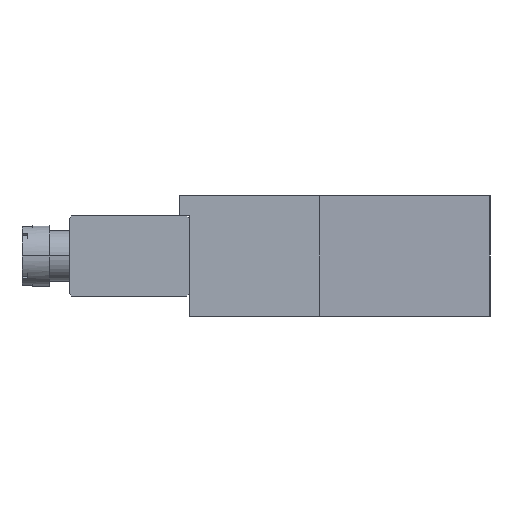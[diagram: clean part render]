
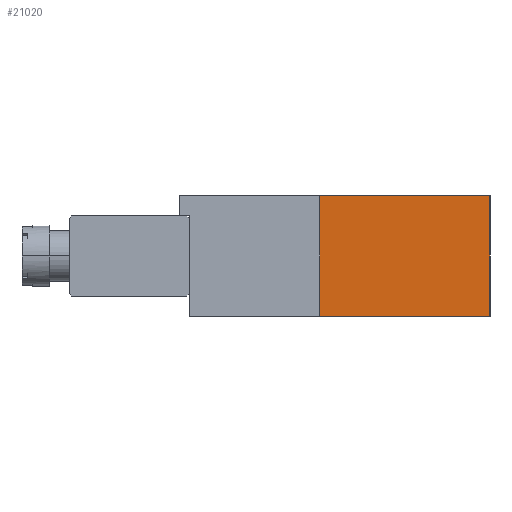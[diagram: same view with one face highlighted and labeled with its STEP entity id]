
A CAD part, left-side view. The second image highlights one B-rep face of the part: STEP entity #21020.
In plain terms, the highlighted planar face has unit normal (-0.62, -0.784, 0).
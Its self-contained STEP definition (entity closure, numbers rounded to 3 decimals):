
#164 = EDGE_CURVE ( 'NONE', #2784, #13784, #11981, .T. ) ;
#557 = VECTOR ( 'NONE', #27819, 1000. ) ;
#601 = ORIENTED_EDGE ( 'NONE', *, *, #164, .T. ) ;
#1629 = CARTESIAN_POINT ( 'NONE',  ( -21.5, -30., -12. ) ) ;
#1796 = EDGE_CURVE ( 'NONE', #28929, #7071, #5043, .T. ) ;
#2784 = VERTEX_POINT ( 'NONE', #19520 ) ;
#4134 = DIRECTION ( 'NONE',  ( 0.784, -0.62, 0. ) ) ;
#5043 = LINE ( 'NONE', #6015, #18448 ) ;
#6015 = CARTESIAN_POINT ( 'NONE',  ( -21.5, -30., 0. ) ) ;
#7071 = VERTEX_POINT ( 'NONE', #28852 ) ;
#8941 = PLANE ( 'NONE',  #17565 ) ;
#9269 = CARTESIAN_POINT ( 'NONE',  ( -21.5, -30., -12. ) ) ;
#10925 = LINE ( 'NONE', #19125, #17764 ) ;
#11981 = LINE ( 'NONE', #9269, #31411 ) ;
#12174 = EDGE_LOOP ( 'NONE', ( #25779, #19808, #601, #21403 ) ) ;
#13784 = VERTEX_POINT ( 'NONE', #31841 ) ;
#16603 = FACE_OUTER_BOUND ( 'NONE', #12174, .T. ) ;
#16876 = EDGE_CURVE ( 'NONE', #13784, #7071, #10925, .T. ) ;
#17565 = AXIS2_PLACEMENT_3D ( 'NONE', #1629, #19195, #4134 ) ;
#17764 = VECTOR ( 'NONE', #21577, 1000. ) ;
#18448 = VECTOR ( 'NONE', #26274, 1000. ) ;
#19125 = CARTESIAN_POINT ( 'NONE',  ( -21.5, -30., -12. ) ) ;
#19195 = DIRECTION ( 'NONE',  ( -0.62, -0.784, 0. ) ) ;
#19520 = CARTESIAN_POINT ( 'NONE',  ( -43., -13., -12. ) ) ;
#19808 = ORIENTED_EDGE ( 'NONE', *, *, #31665, .F. ) ;
#20148 = CARTESIAN_POINT ( 'NONE',  ( -43., -13., 0. ) ) ;
#21020 = ADVANCED_FACE ( 'NONE', ( #16603 ), #8941, .T. ) ;
#21403 = ORIENTED_EDGE ( 'NONE', *, *, #16876, .T. ) ;
#21577 = DIRECTION ( 'NONE',  ( 0., 0., 1. ) ) ;
#24752 = DIRECTION ( 'NONE',  ( 0.784, -0.62, 0. ) ) ;
#25313 = CARTESIAN_POINT ( 'NONE',  ( -43., -13., -12. ) ) ;
#25779 = ORIENTED_EDGE ( 'NONE', *, *, #1796, .F. ) ;
#26274 = DIRECTION ( 'NONE',  ( 0.784, -0.62, 0. ) ) ;
#27297 = LINE ( 'NONE', #25313, #557 ) ;
#27819 = DIRECTION ( 'NONE',  ( 0., 0., 1. ) ) ;
#28852 = CARTESIAN_POINT ( 'NONE',  ( -21.5, -30., 0. ) ) ;
#28929 = VERTEX_POINT ( 'NONE', #20148 ) ;
#31411 = VECTOR ( 'NONE', #24752, 1000. ) ;
#31665 = EDGE_CURVE ( 'NONE', #2784, #28929, #27297, .T. ) ;
#31841 = CARTESIAN_POINT ( 'NONE',  ( -21.5, -30., -12. ) ) ;
